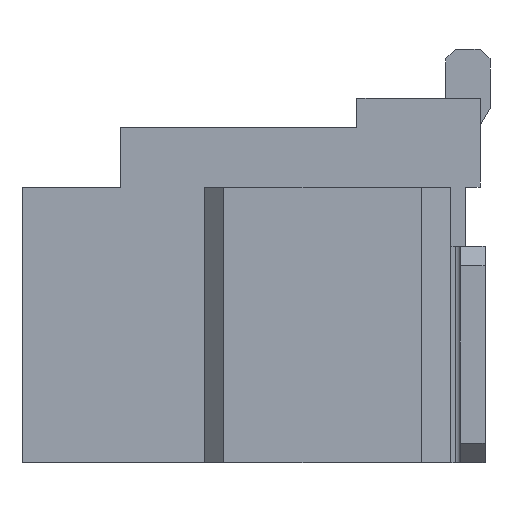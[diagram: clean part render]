
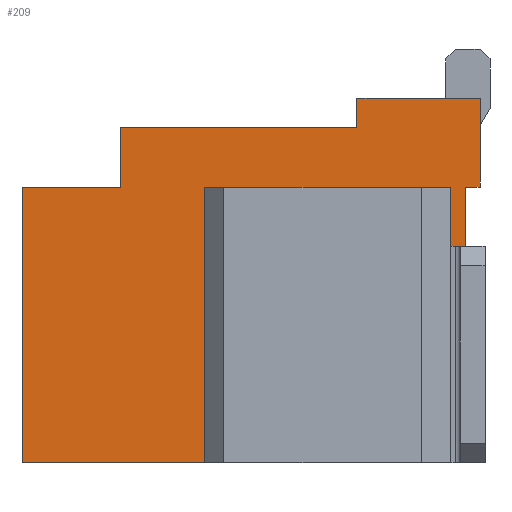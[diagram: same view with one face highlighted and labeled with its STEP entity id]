
A CAD part, left-side view. The second image highlights one B-rep face of the part: STEP entity #209.
In plain terms, the highlighted planar face has unit normal (-1, 0, 0).
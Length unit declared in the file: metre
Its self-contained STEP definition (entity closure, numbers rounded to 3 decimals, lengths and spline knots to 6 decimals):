
#209 = ADVANCED_FACE( '', ( #633 ), #634, .T. );
#633 = FACE_OUTER_BOUND( '', #1166, .T. );
#634 = PLANE( '', #1167 );
#1166 = EDGE_LOOP( '', ( #2673, #2674, #2675, #2676, #2677, #2678, #2679, #2680, #2681, #2682, #2683, #2684, #2685, #2686, #2687, #2688 ) );
#1167 = AXIS2_PLACEMENT_3D( '', #2689, #2690, #2691 );
#2673 = ORIENTED_EDGE( '', *, *, #3785, .F. );
#2674 = ORIENTED_EDGE( '', *, *, #4072, .F. );
#2675 = ORIENTED_EDGE( '', *, *, #3921, .T. );
#2676 = ORIENTED_EDGE( '', *, *, #4073, .T. );
#2677 = ORIENTED_EDGE( '', *, *, #4074, .F. );
#2678 = ORIENTED_EDGE( '', *, *, #4075, .F. );
#2679 = ORIENTED_EDGE( '', *, *, #3625, .T. );
#2680 = ORIENTED_EDGE( '', *, *, #3909, .T. );
#2681 = ORIENTED_EDGE( '', *, *, #3894, .T. );
#2682 = ORIENTED_EDGE( '', *, *, #4076, .F. );
#2683 = ORIENTED_EDGE( '', *, *, #4077, .T. );
#2684 = ORIENTED_EDGE( '', *, *, #4042, .T. );
#2685 = ORIENTED_EDGE( '', *, *, #3541, .T. );
#2686 = ORIENTED_EDGE( '', *, *, #4078, .F. );
#2687 = ORIENTED_EDGE( '', *, *, #4079, .F. );
#2688 = ORIENTED_EDGE( '', *, *, #4064, .F. );
#2689 = CARTESIAN_POINT( '', ( -0.003375, -0.003675, -0.0016 ) );
#2690 = DIRECTION( '', ( -1., 0., 0. ) );
#2691 = DIRECTION( '', ( 0., 0., 1. ) );
#3541 = EDGE_CURVE( '', #4325, #4323, #4326, .T. );
#3625 = EDGE_CURVE( '', #4487, #4488, #4489, .T. );
#3785 = EDGE_CURVE( '', #4777, #4779, #4780, .T. );
#3894 = EDGE_CURVE( '', #4953, #4958, #4960, .T. );
#3909 = EDGE_CURVE( '', #4488, #4953, #4980, .T. );
#3921 = EDGE_CURVE( '', #4998, #5002, #5004, .T. );
#4042 = EDGE_CURVE( '', #5188, #4325, #5189, .T. );
#4064 = EDGE_CURVE( '', #4779, #5218, #5219, .T. );
#4072 = EDGE_CURVE( '', #4998, #4777, #5228, .T. );
#4073 = EDGE_CURVE( '', #5002, #5229, #5230, .T. );
#4074 = EDGE_CURVE( '', #4789, #5229, #5231, .T. );
#4075 = EDGE_CURVE( '', #4487, #4789, #5232, .T. );
#4076 = EDGE_CURVE( '', #5233, #4958, #5234, .T. );
#4077 = EDGE_CURVE( '', #5233, #5188, #5235, .T. );
#4078 = EDGE_CURVE( '', #5236, #4323, #5237, .T. );
#4079 = EDGE_CURVE( '', #5218, #5236, #5238, .T. );
#4323 = VERTEX_POINT( '', #5479 );
#4325 = VERTEX_POINT( '', #5482 );
#4326 = LINE( '', #5483, #5484 );
#4487 = VERTEX_POINT( '', #5729 );
#4488 = VERTEX_POINT( '', #5730 );
#4489 = LINE( '', #5731, #5732 );
#4777 = VERTEX_POINT( '', #6171 );
#4779 = VERTEX_POINT( '', #6174 );
#4780 = LINE( '', #6175, #6176 );
#4789 = VERTEX_POINT( '', #6190 );
#4953 = VERTEX_POINT( '', #6452 );
#4958 = VERTEX_POINT( '', #6459 );
#4960 = LINE( '', #6462, #6463 );
#4980 = LINE( '', #6497, #6498 );
#4998 = VERTEX_POINT( '', #6524 );
#5002 = VERTEX_POINT( '', #6530 );
#5004 = LINE( '', #6533, #6534 );
#5188 = VERTEX_POINT( '', #6837 );
#5189 = LINE( '', #6838, #6839 );
#5218 = VERTEX_POINT( '', #6889 );
#5219 = LINE( '', #6890, #6891 );
#5228 = LINE( '', #6907, #6908 );
#5229 = VERTEX_POINT( '', #6909 );
#5230 = LINE( '', #6910, #6911 );
#5231 = LINE( '', #6912, #6913 );
#5232 = LINE( '', #6914, #6915 );
#5233 = VERTEX_POINT( '', #6916 );
#5234 = LINE( '', #6917, #6918 );
#5235 = LINE( '', #6919, #6920 );
#5236 = VERTEX_POINT( '', #6921 );
#5237 = LINE( '', #6922, #6923 );
#5238 = LINE( '', #6924, #6925 );
#5479 = CARTESIAN_POINT( '', ( -0.003375, -0.002425, 0.0018 ) );
#5482 = CARTESIAN_POINT( '', ( -0.003375, -0.002425, 0.0021 ) );
#5483 = CARTESIAN_POINT( '', ( -0.003375, -0.002425, 0.0021 ) );
#5484 = VECTOR( '', #7229, 1. );
#5729 = CARTESIAN_POINT( '', ( -0.003375, -0.003675, -0.0016 ) );
#5730 = CARTESIAN_POINT( '', ( -0.003375, -0.003675, -0.0009 ) );
#5731 = CARTESIAN_POINT( '', ( -0.003375, -0.003675, -0.0016 ) );
#5732 = VECTOR( '', #7313, 1. );
#6171 = CARTESIAN_POINT( '', ( -0.003375, 0.000975, -0.0016 ) );
#6174 = CARTESIAN_POINT( '', ( -0.003375, 0.000975, 0.0012 ) );
#6175 = CARTESIAN_POINT( '', ( -0.003375, 0.000975, -0.0016 ) );
#6176 = VECTOR( '', #7487, 1. );
#6190 = CARTESIAN_POINT( '', ( -0.003375, -0.003375, -0.0016 ) );
#6452 = CARTESIAN_POINT( '', ( -0.003375, -0.003525, -0.0009 ) );
#6459 = CARTESIAN_POINT( '', ( -0.003375, -0.003525, 0.0012 ) );
#6462 = CARTESIAN_POINT( '', ( -0.003375, -0.003525, -0.0009 ) );
#6463 = VECTOR( '', #7600, 1. );
#6497 = CARTESIAN_POINT( '', ( -0.003375, -0.003675, -0.0009 ) );
#6498 = VECTOR( '', #7615, 1. );
#6524 = CARTESIAN_POINT( '', ( -0.003375, -0.000875, -0.0016 ) );
#6530 = CARTESIAN_POINT( '', ( -0.003375, -0.000875, 0.0012 ) );
#6533 = CARTESIAN_POINT( '', ( -0.003375, -0.000875, -0.0016 ) );
#6534 = VECTOR( '', #7627, 1. );
#6837 = CARTESIAN_POINT( '', ( -0.003375, -0.003675, 0.0021 ) );
#6838 = CARTESIAN_POINT( '', ( -0.003375, -0.003675, 0.0021 ) );
#6839 = VECTOR( '', #7750, 1. );
#6889 = CARTESIAN_POINT( '', ( -0.003375, -0.000025, 0.0012 ) );
#6890 = CARTESIAN_POINT( '', ( -0.003375, 0.000975, 0.0012 ) );
#6891 = VECTOR( '', #7772, 1. );
#6907 = CARTESIAN_POINT( '', ( -0.003375, -0.000875, -0.0016 ) );
#6908 = VECTOR( '', #7780, 1. );
#6909 = CARTESIAN_POINT( '', ( -0.003375, -0.003375, 0.0012 ) );
#6910 = CARTESIAN_POINT( '', ( -0.003375, -0.000875, 0.0012 ) );
#6911 = VECTOR( '', #7781, 1. );
#6912 = CARTESIAN_POINT( '', ( -0.003375, -0.003375, -0.0016 ) );
#6913 = VECTOR( '', #7782, 1. );
#6914 = CARTESIAN_POINT( '', ( -0.003375, -0.003675, -0.0016 ) );
#6915 = VECTOR( '', #7783, 1. );
#6916 = CARTESIAN_POINT( '', ( -0.003375, -0.003675, 0.0012 ) );
#6917 = CARTESIAN_POINT( '', ( -0.003375, -0.003675, 0.0012 ) );
#6918 = VECTOR( '', #7784, 1. );
#6919 = CARTESIAN_POINT( '', ( -0.003375, -0.003675, 0.0012 ) );
#6920 = VECTOR( '', #7785, 1. );
#6921 = CARTESIAN_POINT( '', ( -0.003375, -0.000025, 0.0018 ) );
#6922 = CARTESIAN_POINT( '', ( -0.003375, -0.000025, 0.0018 ) );
#6923 = VECTOR( '', #7786, 1. );
#6924 = CARTESIAN_POINT( '', ( -0.003375, -0.000025, 0.0012 ) );
#6925 = VECTOR( '', #7787, 1. );
#7229 = DIRECTION( '', ( 0., 0., -1. ) );
#7313 = DIRECTION( '', ( 0., 0., 1. ) );
#7487 = DIRECTION( '', ( 0., 0., 1. ) );
#7600 = DIRECTION( '', ( 0., 0., 1. ) );
#7615 = DIRECTION( '', ( 0., 1., 0. ) );
#7627 = DIRECTION( '', ( 0., 0., 1. ) );
#7750 = DIRECTION( '', ( 0., 1., 0. ) );
#7772 = DIRECTION( '', ( 0., -1., 0. ) );
#7780 = DIRECTION( '', ( 0., 1., 0. ) );
#7781 = DIRECTION( '', ( 0., -1., 0. ) );
#7782 = DIRECTION( '', ( 0., 0., 1. ) );
#7783 = DIRECTION( '', ( 0., 1., 0. ) );
#7784 = DIRECTION( '', ( 0., 1., 0. ) );
#7785 = DIRECTION( '', ( 0., 0., 1. ) );
#7786 = DIRECTION( '', ( 0., -1., 0. ) );
#7787 = DIRECTION( '', ( 0., 0., 1. ) );
